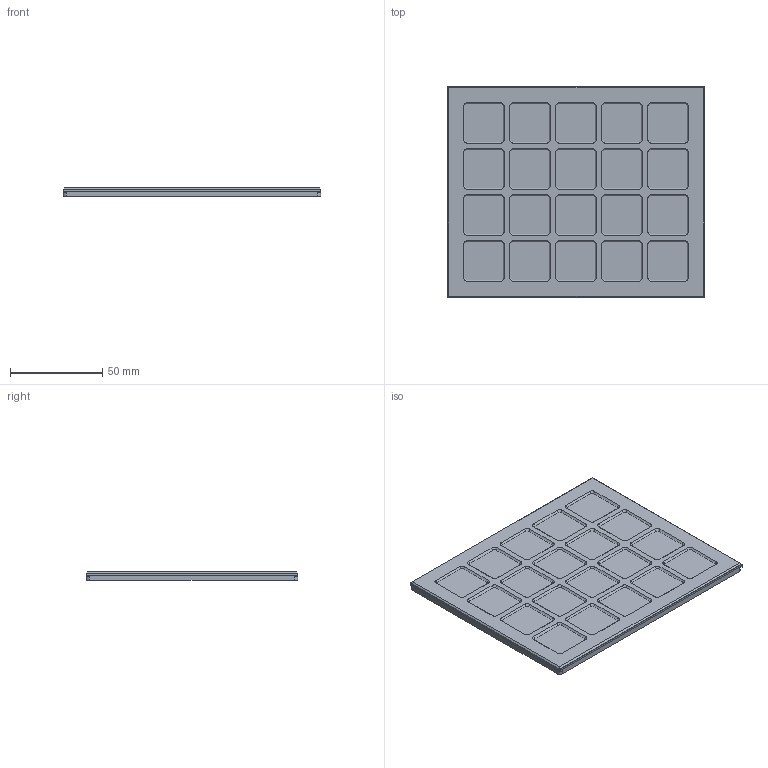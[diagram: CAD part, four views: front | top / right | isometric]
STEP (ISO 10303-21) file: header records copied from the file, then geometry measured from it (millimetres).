
FILE_DESCRIPTION(('CATIA V5 STEP Exchange'),'2;1');
FILE_NAME('Specimen_Grid_Plate_Assembly.stp','2026-02-02T22:45:51+00:00',('none'),('none'),'CATIA Version 5 Release 21 GA (IN-10)','CATIA V5 STEP AP203','none');
FILE_SCHEMA(('CONFIG_CONTROL_DESIGN'));
Length unit declared in the file: millimetre
Products named in the file (1): Product1
Assembly tree (2 placements, depth 2):
  Product1
    #58
    #14411
Bounding box: 140 x 115 x 4.75 mm (x, y, z)
Volume: 63066.9 mm3; surface area: 57259.4 mm2
Topology: 2 solids, 2 shells, 739 faces, 1884 edges, 1212 vertices
Faces by surface type: plane 495, cylinder 164, cone 80
Entity records: 20178 total; most frequent: ORIENTED_EDGE 3768, CARTESIAN_POINT 3514, DIRECTION 2708, EDGE_CURVE 1884, VECTOR 1472, LINE 1472, VERTEX_POINT 1212, EDGE_LOOP 842
